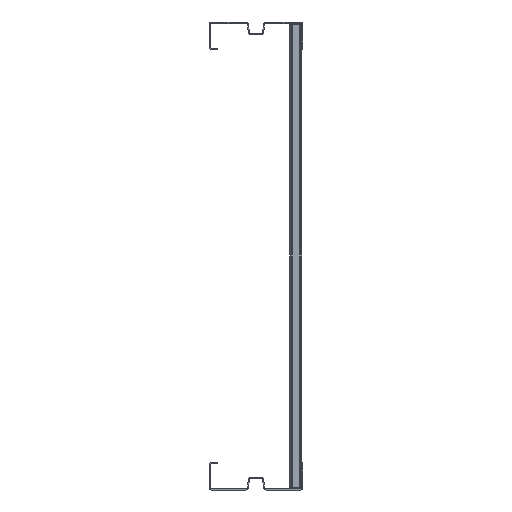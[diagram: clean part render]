
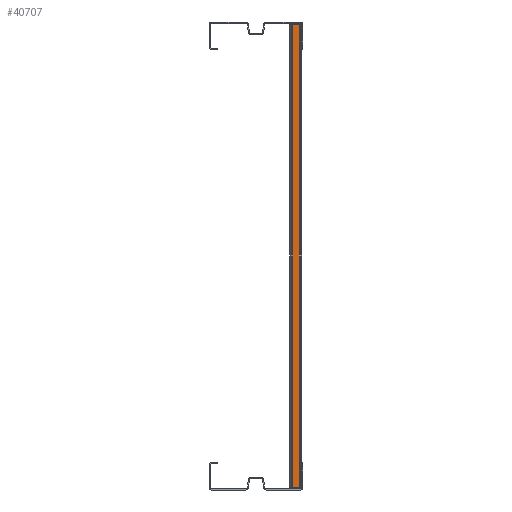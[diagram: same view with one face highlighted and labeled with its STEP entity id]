
A CAD part, left-side view. The second image highlights one B-rep face of the part: STEP entity #40707.
In plain terms, the highlighted planar face has unit normal (-1, 0, 0).
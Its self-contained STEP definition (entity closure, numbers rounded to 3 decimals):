
#40152=DIRECTION('',(0.,0.,1.));
#40153=VECTOR('',#40152,593.);
#40154=CARTESIAN_POINT('',(-15.,3.,-296.5));
#40155=LINE('',#40154,#40153);
#40156=DIRECTION('',(0.,0.,1.));
#40157=VECTOR('',#40156,593.);
#40158=CARTESIAN_POINT('',(-15.,12.,-296.5));
#40159=LINE('',#40158,#40157);
#40160=DIRECTION('',(0.,-1.,0.));
#40161=VECTOR('',#40160,9.);
#40162=CARTESIAN_POINT('',(-15.,12.,-296.5));
#40163=LINE('',#40162,#40161);
#40176=DIRECTION('',(0.,-1.,0.));
#40177=VECTOR('',#40176,9.);
#40178=CARTESIAN_POINT('',(-15.,12.,296.5));
#40179=LINE('',#40178,#40177);
#40290=CARTESIAN_POINT('',(-15.,12.,-296.5));
#40291=VERTEX_POINT('',#40290);
#40292=CARTESIAN_POINT('',(-15.,3.,-296.5));
#40293=VERTEX_POINT('',#40292);
#40310=CARTESIAN_POINT('',(-15.,12.,296.5));
#40311=VERTEX_POINT('',#40310);
#40312=CARTESIAN_POINT('',(-15.,3.,296.5));
#40313=VERTEX_POINT('',#40312);
#40693=CARTESIAN_POINT('',(-15.,12.,-296.5));
#40694=DIRECTION('',(-1.,0.,0.));
#40695=DIRECTION('',(0.,-1.,0.));
#40696=AXIS2_PLACEMENT_3D('',#40693,#40694,#40695);
#40697=PLANE('',#40696);
#40699=ORIENTED_EDGE('',*,*,#40698,.F.);
#40701=ORIENTED_EDGE('',*,*,#40700,.T.);
#40703=ORIENTED_EDGE('',*,*,#40702,.T.);
#40704=ORIENTED_EDGE('',*,*,#40685,.F.);
#40705=EDGE_LOOP('',(#40699,#40701,#40703,#40704));
#40706=FACE_OUTER_BOUND('',#40705,.F.);
#40707=ADVANCED_FACE('',(#40706),#40697,.T.);
#40685=EDGE_CURVE('',#40293,#40313,#40155,.T.);
#40698=EDGE_CURVE('',#40291,#40293,#40163,.T.);
#40700=EDGE_CURVE('',#40291,#40311,#40159,.T.);
#40702=EDGE_CURVE('',#40311,#40313,#40179,.T.);
